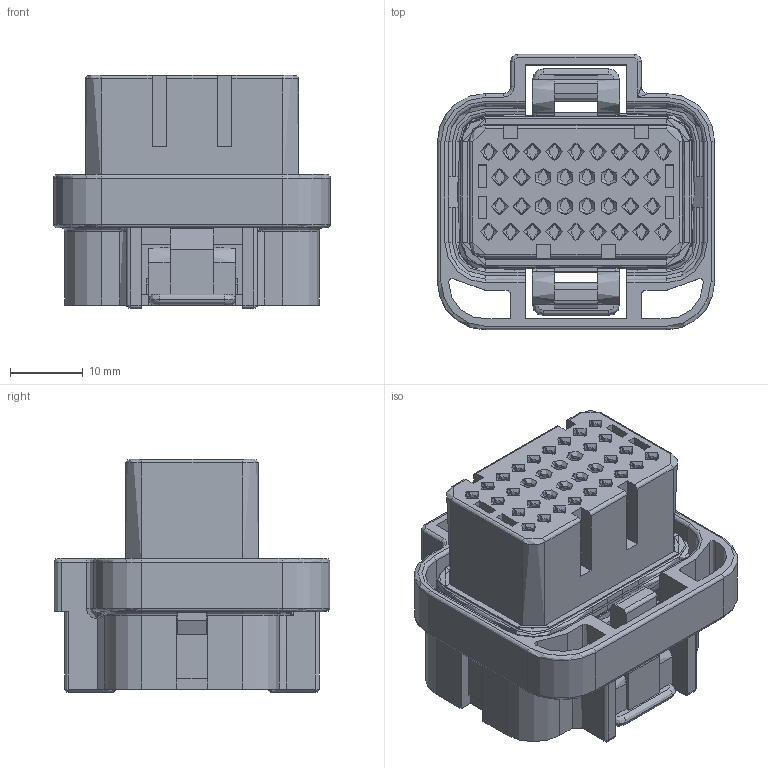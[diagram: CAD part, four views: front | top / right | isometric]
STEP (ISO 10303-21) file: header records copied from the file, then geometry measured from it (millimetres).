
FILE_DESCRIPTION( ('This file contains a STEP AP42 implementation' ,'as created by ZW3D STEP Interface translator.') ,'2;1' );
FILE_NAME( '73040-4FC034AN00WA1W.stp' ,'23 5 3.104444', (''), ('ZWCAD Software Co.'), 'Version 1.0', 'ZW3D to STEP translator', '' );
FILE_SCHEMA(('AUTOMOTIVE_DESIGN { 1 0 10303 214 1 1 1 1 }'));
Length unit declared in the file: millimetre
Products named in the file (3): 0; 34P盄傷邧坶邧瑩弇; 34P塑胶后塞_1
Assembly tree (1 placements, depth 2):
  0
  34P盄傷邧坶邧瑩弇
    34P塑胶后塞_1
Bounding box: 38.2 x 38 x 32.15 mm (x, y, z)
Volume: 23007.6 mm3; surface area: 19452.4 mm2
Topology: 2 solids, 13 shells, 2186 faces, 5837 edges, 3730 vertices
Faces by surface type: plane 862, cylinder 535, cone 414, bspline 340, torus 27, sphere 8
Full cylindrical faces by diameter (mm): 1 x10, 2 x2, 2.1 x34, 2.5 x101
Entity records: 81016 total; most frequent: CARTESIAN_POINT 25449, ORIENTED_EDGE 11668, DIRECTION 10773, EDGE_CURVE 5834, AXIS2_PLACEMENT_3D 3894, VERTEX_POINT 3730, VECTOR 2985, LINE 2985
